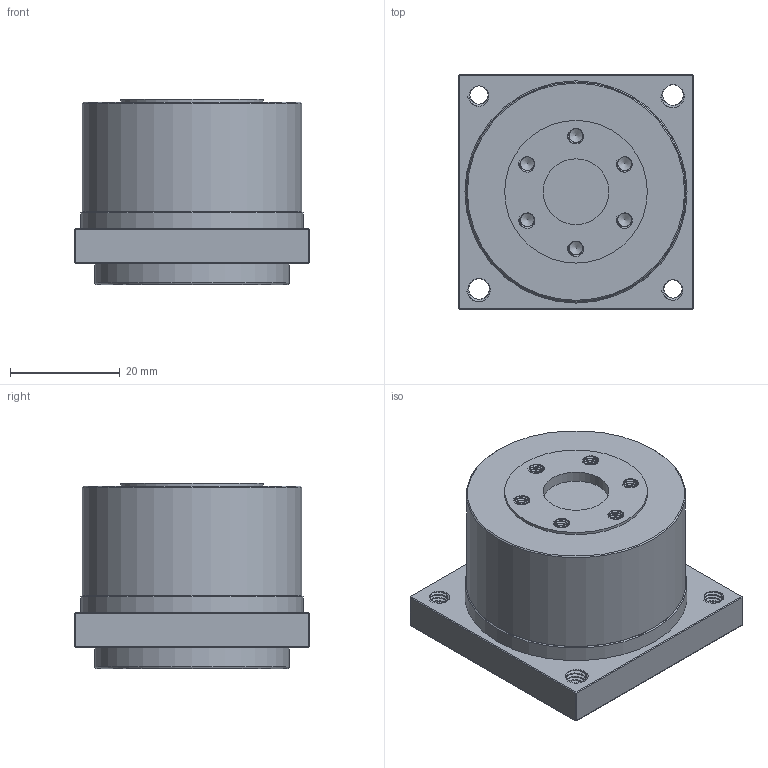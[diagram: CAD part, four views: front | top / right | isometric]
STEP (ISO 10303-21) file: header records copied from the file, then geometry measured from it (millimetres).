
FILE_DESCRIPTION(/* description */ (''),/* implementation_level */ '2;1');
FILE_NAME(/* name */ '',/* time_stamp */ '2023-09-23T09:08:21+08:00',/* author */ (''),/* organization */ (''),/* preprocessor_version */ 'ST-DEVELOPER v20',/* originating_system */ 'Autodesk Translation Framework v12.9.0.99',/* authorisation */ '');
FILE_SCHEMA (('AUTOMOTIVE_DESIGN { 1 0 10303 214 3 1 1 }'));
Length unit declared in the file: millimetre
Products named in the file (1): (未保存)
Bounding box: 43 x 43 x 33.75 mm (x, y, z)
Volume: 43920.9 mm3; surface area: 9401.9 mm2
Topology: 1 solids, 1 shells, 336 faces, 945 edges, 617 vertices
Faces by surface type: cylinder 268, plane 38, bspline 20, cone 9, torus 1
Full cylindrical faces by diameter (mm): 2.529 x36, 3.086 x18, 3.332 x6, 3.783 x6, 4.109 x6, 4.613 x4, 5 x1, 12 x1, 26 x1, 35.5 x1, 40 x1, 40.5 x1
Entity records: 26706 total; most frequent: CARTESIAN_POINT 19107, ORIENTED_EDGE 1878, DIRECTION 1087, EDGE_CURVE 939, VERTEX_POINT 617, B_SPLINE_CURVE_WITH_KNOTS 560, AXIS2_PLACEMENT_3D 391, EDGE_LOOP 356
